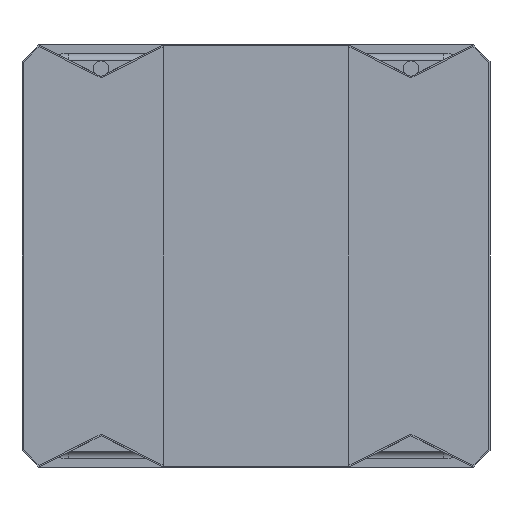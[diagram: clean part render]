
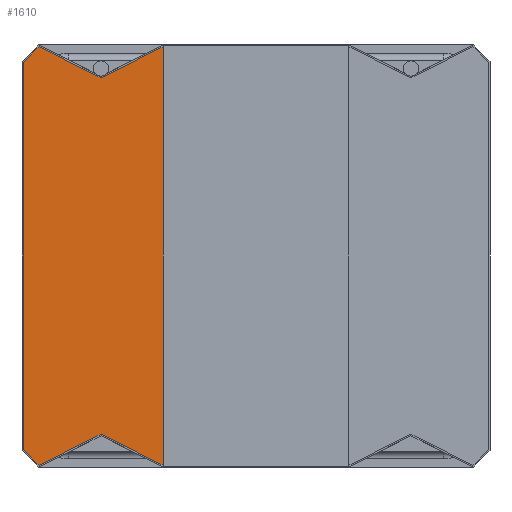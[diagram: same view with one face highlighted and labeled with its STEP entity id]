
A CAD part, front view. The second image highlights one B-rep face of the part: STEP entity #1610.
In plain terms, the highlighted planar face has unit normal (0, -1, 0).
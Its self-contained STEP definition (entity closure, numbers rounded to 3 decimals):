
#57=PLANE('',#1713);
#170=LINE('',#2441,#342);
#173=LINE('',#2446,#345);
#175=LINE('',#2450,#347);
#177=LINE('',#2454,#349);
#179=LINE('',#2458,#351);
#181=LINE('',#2462,#353);
#183=LINE('',#2466,#355);
#185=LINE('',#2469,#357);
#342=VECTOR('',#1939,0.447);
#345=VECTOR('',#1944,0.447);
#347=VECTOR('',#1948,0.141);
#349=VECTOR('',#1952,2.5);
#351=VECTOR('',#1956,0.141);
#353=VECTOR('',#1960,0.447);
#355=VECTOR('',#1964,0.447);
#357=VECTOR('',#1968,2.7);
#469=FACE_OUTER_BOUND('',#560,.T.);
#560=EDGE_LOOP('',(#1170,#1171,#1172,#1173,#1174,#1175,#1176,#1177));
#736=VERTEX_POINT('',#2439);
#737=VERTEX_POINT('',#2440);
#738=VERTEX_POINT('',#2445);
#739=VERTEX_POINT('',#2449);
#740=VERTEX_POINT('',#2453);
#741=VERTEX_POINT('',#2457);
#742=VERTEX_POINT('',#2461);
#743=VERTEX_POINT('',#2465);
#893=EDGE_CURVE('',#736,#737,#170,.T.);
#896=EDGE_CURVE('',#737,#738,#173,.T.);
#898=EDGE_CURVE('',#738,#739,#175,.T.);
#900=EDGE_CURVE('',#739,#740,#177,.T.);
#902=EDGE_CURVE('',#740,#741,#179,.T.);
#904=EDGE_CURVE('',#741,#742,#181,.T.);
#906=EDGE_CURVE('',#742,#743,#183,.T.);
#908=EDGE_CURVE('',#743,#736,#185,.T.);
#1170=ORIENTED_EDGE('',*,*,#893,.F.);
#1171=ORIENTED_EDGE('',*,*,#908,.F.);
#1172=ORIENTED_EDGE('',*,*,#906,.F.);
#1173=ORIENTED_EDGE('',*,*,#904,.F.);
#1174=ORIENTED_EDGE('',*,*,#902,.F.);
#1175=ORIENTED_EDGE('',*,*,#900,.F.);
#1176=ORIENTED_EDGE('',*,*,#898,.F.);
#1177=ORIENTED_EDGE('',*,*,#896,.F.);
#1610=ADVANCED_FACE('',(#469),#57,.F.);
#1713=AXIS2_PLACEMENT_3D('',#2470,#1969,#1970);
#1939=DIRECTION('',(-0.894,0.,0.447));
#1944=DIRECTION('',(-0.894,0.,-0.447));
#1948=DIRECTION('',(-0.707,0.,0.707));
#1952=DIRECTION('',(0.,0.,1.));
#1956=DIRECTION('',(0.707,0.,0.707));
#1960=DIRECTION('',(0.894,0.,-0.447));
#1964=DIRECTION('',(0.894,0.,0.447));
#1968=DIRECTION('',(0.,0.,-1.));
#1969=DIRECTION('center_axis',(0.,1.,0.));
#1970=DIRECTION('ref_axis',(0.,0.,1.));
#2439=CARTESIAN_POINT('',(-0.6,0.,-1.35));
#2440=CARTESIAN_POINT('',(-1.,0.,-1.15));
#2441=CARTESIAN_POINT('',(-1.,0.,-1.15));
#2445=CARTESIAN_POINT('',(-1.4,0.,-1.35));
#2446=CARTESIAN_POINT('',(-1.4,0.,-1.35));
#2449=CARTESIAN_POINT('',(-1.5,0.,-1.25));
#2450=CARTESIAN_POINT('',(-1.4,0.,-1.35));
#2453=CARTESIAN_POINT('',(-1.5,0.,1.25));
#2454=CARTESIAN_POINT('',(-1.5,0.,-1.25));
#2457=CARTESIAN_POINT('',(-1.4,0.,1.35));
#2458=CARTESIAN_POINT('',(-1.4,0.,1.35));
#2461=CARTESIAN_POINT('',(-1.,0.,1.15));
#2462=CARTESIAN_POINT('',(-1.4,0.,1.35));
#2465=CARTESIAN_POINT('',(-0.6,0.,1.35));
#2466=CARTESIAN_POINT('',(-1.,0.,1.15));
#2469=CARTESIAN_POINT('',(-0.6,0.,1.35));
#2470=CARTESIAN_POINT('Origin',(0.,0.,0.));
